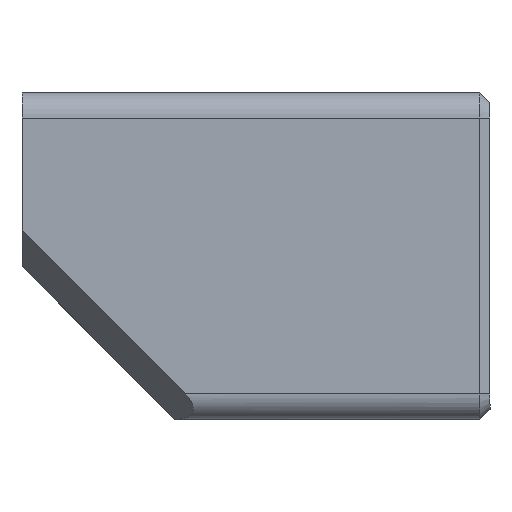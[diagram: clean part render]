
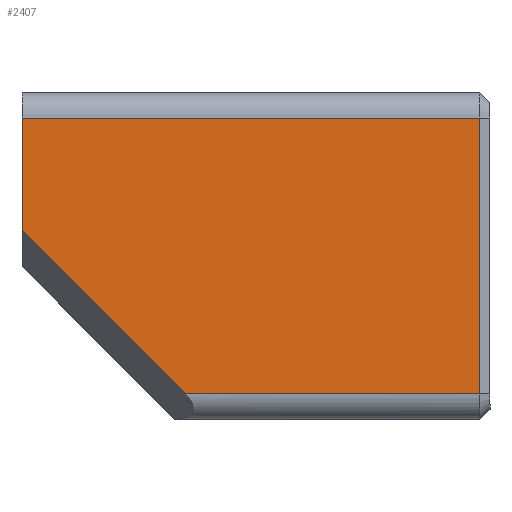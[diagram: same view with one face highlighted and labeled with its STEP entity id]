
A CAD part, left-side view. The second image highlights one B-rep face of the part: STEP entity #2407.
In plain terms, the highlighted planar face has unit normal (-1, 0, 0).
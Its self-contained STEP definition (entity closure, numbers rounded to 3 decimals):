
#214=FACE_OUTER_BOUND('',#357,.T.);
#357=EDGE_LOOP('',(#1932,#1933,#1934,#1935,#1936));
#491=LINE('',#3497,#768);
#545=LINE('',#3642,#822);
#581=LINE('',#3731,#858);
#600=LINE('',#3800,#877);
#601=LINE('',#3801,#878);
#768=VECTOR('',#2779,10.);
#822=VECTOR('',#2919,10.);
#858=VECTOR('',#3019,10.);
#877=VECTOR('',#3096,10.);
#878=VECTOR('',#3097,10.);
#1038=VERTEX_POINT('',#3494);
#1039=VERTEX_POINT('',#3496);
#1087=VERTEX_POINT('',#3640);
#1108=VERTEX_POINT('',#3729);
#1129=VERTEX_POINT('',#3799);
#1269=EDGE_CURVE('',#1038,#1039,#491,.F.);
#1341=EDGE_CURVE('',#1087,#1038,#545,.T.);
#1386=EDGE_CURVE('',#1108,#1087,#581,.T.);
#1419=EDGE_CURVE('',#1129,#1108,#600,.T.);
#1420=EDGE_CURVE('',#1039,#1129,#601,.T.);
#1932=ORIENTED_EDGE('',*,*,#1419,.F.);
#1933=ORIENTED_EDGE('',*,*,#1420,.F.);
#1934=ORIENTED_EDGE('',*,*,#1269,.F.);
#1935=ORIENTED_EDGE('',*,*,#1341,.F.);
#1936=ORIENTED_EDGE('',*,*,#1386,.F.);
#2291=PLANE('',#2601);
#2407=ADVANCED_FACE('',(#214),#2291,.F.);
#2601=AXIS2_PLACEMENT_3D('',#3798,#3094,#3095);
#2779=DIRECTION('',(0.,0.,-1.));
#2919=DIRECTION('',(0.,0.707,0.707));
#3019=DIRECTION('',(0.,1.,0.));
#3094=DIRECTION('center_axis',(1.,0.,0.));
#3095=DIRECTION('ref_axis',(0.,0.,1.));
#3096=DIRECTION('',(0.,0.,-1.));
#3097=DIRECTION('',(0.,-1.,0.));
#3494=CARTESIAN_POINT('',(-22.771,0.65,63.657));
#3496=CARTESIAN_POINT('',(-22.771,0.65,68.089));
#3497=CARTESIAN_POINT('',(-22.771,0.65,68.748));
#3640=CARTESIAN_POINT('',(-22.771,-5.769,57.239));
#3642=CARTESIAN_POINT('',(-22.771,0.426,63.434));
#3729=CARTESIAN_POINT('',(-22.771,-17.35,57.239));
#3731=CARTESIAN_POINT('',(-22.771,-16.081,57.239));
#3798=CARTESIAN_POINT('Origin',(-22.771,-23.683,101.789));
#3799=CARTESIAN_POINT('',(-22.771,-17.35,68.089));
#3800=CARTESIAN_POINT('',(-22.771,-17.35,80.489));
#3801=CARTESIAN_POINT('',(-22.771,-20.683,68.089));
